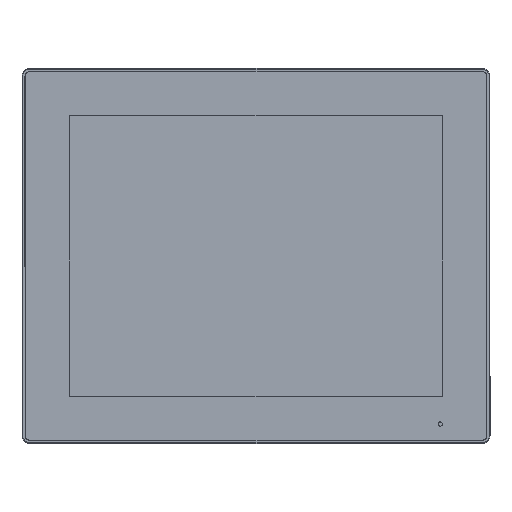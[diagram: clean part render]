
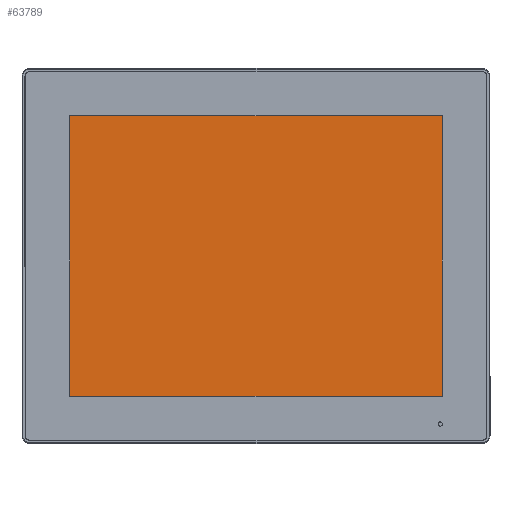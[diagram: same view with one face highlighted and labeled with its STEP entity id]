
A CAD part, top view. The second image highlights one B-rep face of the part: STEP entity #63789.
In plain terms, the highlighted planar face has unit normal (0, 0, 1).
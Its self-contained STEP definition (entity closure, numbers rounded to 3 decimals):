
#401 = ORIENTED_EDGE ( 'NONE', *, *, #46392, .T. ) ;
#1735 = DIRECTION ( 'NONE',  ( 1., 0., 0. ) ) ;
#4016 = CARTESIAN_POINT ( 'NONE',  ( 124.3, -93.5, 5.7 ) ) ;
#5326 = EDGE_CURVE ( 'NONE', #11475, #33210, #62083, .T. ) ;
#5386 = CARTESIAN_POINT ( 'NONE',  ( -124.3, 93.5, 5.7 ) ) ;
#7448 = PLANE ( 'NONE',  #25816 ) ;
#9916 = CARTESIAN_POINT ( 'NONE',  ( -124.3, -93.5, 5.7 ) ) ;
#10264 = CARTESIAN_POINT ( 'NONE',  ( -124.3, -93.5, 5.7 ) ) ;
#11475 = VERTEX_POINT ( 'NONE', #13250 ) ;
#13127 = CARTESIAN_POINT ( 'NONE',  ( 0., 0., 5.7 ) ) ;
#13250 = CARTESIAN_POINT ( 'NONE',  ( 124.3, 93.5, 5.7 ) ) ;
#16465 = ORIENTED_EDGE ( 'NONE', *, *, #5326, .T. ) ;
#17547 = VECTOR ( 'NONE', #20540, 1000. ) ;
#20540 = DIRECTION ( 'NONE',  ( 0., 1., 0. ) ) ;
#20550 = CARTESIAN_POINT ( 'NONE',  ( -124.3, 93.5, 5.7 ) ) ;
#23019 = EDGE_CURVE ( 'NONE', #68402, #11475, #47301, .T. ) ;
#23160 = EDGE_CURVE ( 'NONE', #35415, #68402, #68601, .T. ) ;
#24985 = VECTOR ( 'NONE', #64748, 1000. ) ;
#25816 = AXIS2_PLACEMENT_3D ( 'NONE', #13127, #54881, #1735 ) ;
#32454 = DIRECTION ( 'NONE',  ( -1., 0., 0. ) ) ;
#33210 = VERTEX_POINT ( 'NONE', #20550 ) ;
#33231 = CARTESIAN_POINT ( 'NONE',  ( -124.3, 93.5, 5.7 ) ) ;
#35415 = VERTEX_POINT ( 'NONE', #10264 ) ;
#46237 = DIRECTION ( 'NONE',  ( 1., 0., 0. ) ) ;
#46378 = VECTOR ( 'NONE', #32454, 1000. ) ;
#46392 = EDGE_CURVE ( 'NONE', #33210, #35415, #56483, .T. ) ;
#46805 = ORIENTED_EDGE ( 'NONE', *, *, #23160, .T. ) ;
#47301 = LINE ( 'NONE', #50909, #17547 ) ;
#50419 = ORIENTED_EDGE ( 'NONE', *, *, #23019, .T. ) ;
#50909 = CARTESIAN_POINT ( 'NONE',  ( 124.3, 93.5, 5.7 ) ) ;
#51797 = FACE_OUTER_BOUND ( 'NONE', #57720, .T. ) ;
#54881 = DIRECTION ( 'NONE',  ( 0., 0., 1. ) ) ;
#56483 = LINE ( 'NONE', #5386, #24985 ) ;
#57720 = EDGE_LOOP ( 'NONE', ( #401, #46805, #50419, #16465 ) ) ;
#62083 = LINE ( 'NONE', #33231, #46378 ) ;
#63789 = ADVANCED_FACE ( 'NONE', ( #51797 ), #7448, .T. ) ;
#64748 = DIRECTION ( 'NONE',  ( 0., -1., 0. ) ) ;
#67708 = VECTOR ( 'NONE', #46237, 1000. ) ;
#68402 = VERTEX_POINT ( 'NONE', #4016 ) ;
#68601 = LINE ( 'NONE', #9916, #67708 ) ;
